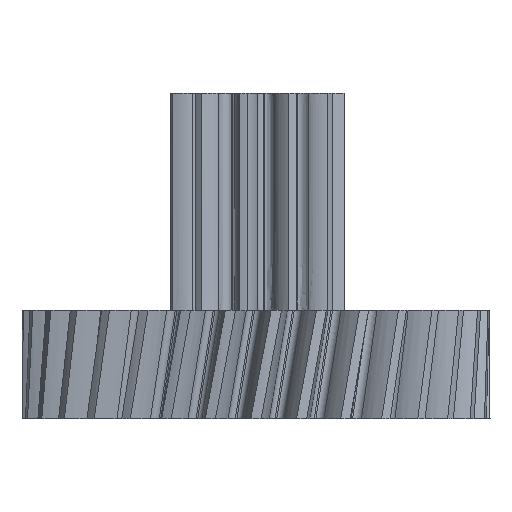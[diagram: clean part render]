
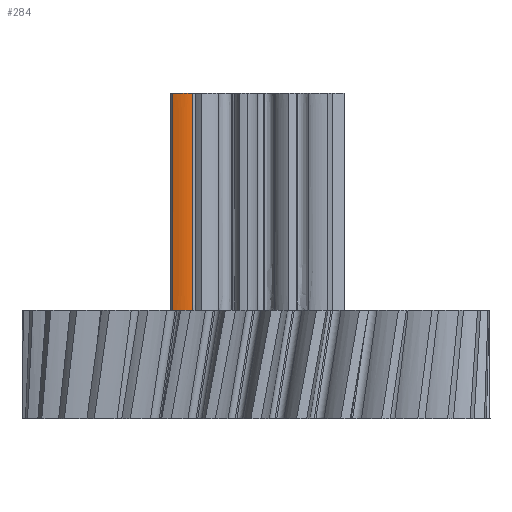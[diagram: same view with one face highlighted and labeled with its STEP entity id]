
A CAD part, front view. The second image highlights one B-rep face of the part: STEP entity #284.
In plain terms, the highlighted face is a extrusion surface.
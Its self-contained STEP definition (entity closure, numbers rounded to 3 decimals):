
#284=ADVANCED_FACE('',(#16786),#16788,.F.);
#16786=FACE_BOUND('',#16787,.T.);
#16787=EDGE_LOOP('',(#18914,#18915,#18916,#18917));
#16788=SURFACE_OF_LINEAR_EXTRUSION('',#16789,#16790);
#16789=B_SPLINE_CURVE_WITH_KNOTS('',3,
(#18918,#18919,#18920,#18921,#18922,#18923,#18924,#18925,#18926,#18927,#18928,#18929,
#18930,#18931,#18932,#18933,#18934,#18935,#18936,#18937,#18938,#18939,#18940,#18941,
#18942,#18943,#18944,#18945,#18946,#18947),
.UNSPECIFIED.,.F.,.F.,
(4,2,2,2,2,2,2,2,2,2,2,2,2,2,4),
(0.,0.064,0.129,0.195,0.263,0.331,
0.401,0.472,0.544,0.617,0.691,
0.767,0.843,0.921,1.),
.UNSPECIFIED.);
#16790=VECTOR('',#16791,16.);
#16791=DIRECTION('',(0.,0.,1.));
#18914=ORIENTED_EDGE('',*,*,#20575,.T.);
#18915=ORIENTED_EDGE('',*,*,#20576,.T.);
#18916=ORIENTED_EDGE('',*,*,#20085,.F.);
#18917=ORIENTED_EDGE('',*,*,#20574,.F.);
#18918=CARTESIAN_POINT('',(-4.687,-2.224,8.));
#18919=CARTESIAN_POINT('',(-4.717,-2.234,8.));
#18920=CARTESIAN_POINT('',(-4.747,-2.243,8.));
#18921=CARTESIAN_POINT('',(-4.809,-2.259,8.));
#18922=CARTESIAN_POINT('',(-4.841,-2.264,8.));
#18923=CARTESIAN_POINT('',(-4.905,-2.275,8.));
#18924=CARTESIAN_POINT('',(-4.938,-2.279,8.));
#18925=CARTESIAN_POINT('',(-5.003,-2.285,8.));
#18926=CARTESIAN_POINT('',(-5.037,-2.287,8.));
#18927=CARTESIAN_POINT('',(-5.104,-2.291,8.));
#18928=CARTESIAN_POINT('',(-5.138,-2.291,8.));
#18929=CARTESIAN_POINT('',(-5.206,-2.291,8.));
#18930=CARTESIAN_POINT('',(-5.241,-2.29,8.));
#18931=CARTESIAN_POINT('',(-5.31,-2.287,8.));
#18932=CARTESIAN_POINT('',(-5.345,-2.285,8.));
#18933=CARTESIAN_POINT('',(-5.415,-2.279,8.));
#18934=CARTESIAN_POINT('',(-5.451,-2.275,8.));
#18935=CARTESIAN_POINT('',(-5.522,-2.266,8.));
#18936=CARTESIAN_POINT('',(-5.558,-2.261,8.));
#18937=CARTESIAN_POINT('',(-5.63,-2.25,8.));
#18938=CARTESIAN_POINT('',(-5.666,-2.243,8.));
#18939=CARTESIAN_POINT('',(-5.739,-2.229,8.));
#18940=CARTESIAN_POINT('',(-5.775,-2.222,8.));
#18941=CARTESIAN_POINT('',(-5.849,-2.205,8.));
#18942=CARTESIAN_POINT('',(-5.885,-2.196,8.));
#18943=CARTESIAN_POINT('',(-5.959,-2.176,8.));
#18944=CARTESIAN_POINT('',(-5.996,-2.166,8.));
#18945=CARTESIAN_POINT('',(-6.07,-2.144,8.));
#18946=CARTESIAN_POINT('',(-6.108,-2.132,8.));
#18947=CARTESIAN_POINT('',(-6.145,-2.12,8.));
#20085=EDGE_CURVE('',#21091,#21093,#21094,.F.);
#20574=EDGE_CURVE('',#21839,#21091,#21841,.T.);
#20575=EDGE_CURVE('',#21839,#21842,#21843,.F.);
#20576=EDGE_CURVE('',#21842,#21093,#21844,.T.);
#21091=VERTEX_POINT('',#27053);
#21093=VERTEX_POINT('',#27058);
#21094=B_SPLINE_CURVE_WITH_KNOTS('',3,
(#27059,#27060,#27061,#27062,#27063,#27064,#27065,#27066,#27067,#27068,#27069,#27070,
#27071,#27072,#27073,#27074,#27075,#27076,#27077,#27078,#27079,#27080,#27081,#27082,
#27083,#27084,#27085,#27086,#27087,#27088),
.UNSPECIFIED.,.F.,.F.,
(4,2,2,2,2,2,2,2,2,2,2,2,2,2,4),
(0.,0.064,0.129,0.195,0.263,0.331,
0.401,0.472,0.544,0.617,0.691,
0.767,0.843,0.921,1.),
.UNSPECIFIED.);
#21839=VERTEX_POINT('',#33894);
#21841=LINE('',#33899,#33900);
#21842=VERTEX_POINT('',#33902);
#21843=B_SPLINE_CURVE_WITH_KNOTS('',3,
(#33903,#33904,#33905,#33906,#33907,#33908,#33909,#33910,#33911,#33912,#33913,#33914,
#33915,#33916,#33917,#33918,#33919,#33920,#33921,#33922,#33923,#33924,#33925,#33926,
#33927,#33928,#33929,#33930,#33931,#33932),
.UNSPECIFIED.,.F.,.F.,
(4,2,2,2,2,2,2,2,2,2,2,2,2,2,4),
(0.,0.064,0.129,0.195,0.263,0.331,
0.401,0.472,0.544,0.617,0.691,
0.767,0.843,0.921,1.),
.UNSPECIFIED.);
#21844=LINE('',#33933,#33934);
#27053=CARTESIAN_POINT('',(-6.145,-2.12,24.));
#27058=CARTESIAN_POINT('',(-4.687,-2.224,24.));
#27059=CARTESIAN_POINT('',(-4.687,-2.224,24.));
#27060=CARTESIAN_POINT('',(-4.717,-2.234,24.));
#27061=CARTESIAN_POINT('',(-4.747,-2.243,24.));
#27062=CARTESIAN_POINT('',(-4.809,-2.259,24.));
#27063=CARTESIAN_POINT('',(-4.841,-2.264,24.));
#27064=CARTESIAN_POINT('',(-4.905,-2.275,24.));
#27065=CARTESIAN_POINT('',(-4.938,-2.279,24.));
#27066=CARTESIAN_POINT('',(-5.003,-2.285,24.));
#27067=CARTESIAN_POINT('',(-5.037,-2.287,24.));
#27068=CARTESIAN_POINT('',(-5.104,-2.291,24.));
#27069=CARTESIAN_POINT('',(-5.138,-2.291,24.));
#27070=CARTESIAN_POINT('',(-5.206,-2.291,24.));
#27071=CARTESIAN_POINT('',(-5.241,-2.29,24.));
#27072=CARTESIAN_POINT('',(-5.31,-2.287,24.));
#27073=CARTESIAN_POINT('',(-5.345,-2.285,24.));
#27074=CARTESIAN_POINT('',(-5.415,-2.279,24.));
#27075=CARTESIAN_POINT('',(-5.451,-2.275,24.));
#27076=CARTESIAN_POINT('',(-5.522,-2.266,24.));
#27077=CARTESIAN_POINT('',(-5.558,-2.261,24.));
#27078=CARTESIAN_POINT('',(-5.63,-2.25,24.));
#27079=CARTESIAN_POINT('',(-5.666,-2.243,24.));
#27080=CARTESIAN_POINT('',(-5.739,-2.229,24.));
#27081=CARTESIAN_POINT('',(-5.775,-2.222,24.));
#27082=CARTESIAN_POINT('',(-5.849,-2.205,24.));
#27083=CARTESIAN_POINT('',(-5.885,-2.196,24.));
#27084=CARTESIAN_POINT('',(-5.959,-2.176,24.));
#27085=CARTESIAN_POINT('',(-5.996,-2.166,24.));
#27086=CARTESIAN_POINT('',(-6.07,-2.144,24.));
#27087=CARTESIAN_POINT('',(-6.108,-2.132,24.));
#27088=CARTESIAN_POINT('',(-6.145,-2.12,24.));
#33894=CARTESIAN_POINT('',(-6.145,-2.12,8.));
#33899=CARTESIAN_POINT('',(-6.145,-2.12,8.));
#33900=VECTOR('',#33901,1.);
#33901=DIRECTION('',(0.,0.,1.));
#33902=CARTESIAN_POINT('',(-4.687,-2.224,8.));
#33903=CARTESIAN_POINT('',(-4.687,-2.224,8.));
#33904=CARTESIAN_POINT('',(-4.717,-2.234,8.));
#33905=CARTESIAN_POINT('',(-4.747,-2.243,8.));
#33906=CARTESIAN_POINT('',(-4.809,-2.259,8.));
#33907=CARTESIAN_POINT('',(-4.841,-2.264,8.));
#33908=CARTESIAN_POINT('',(-4.905,-2.275,8.));
#33909=CARTESIAN_POINT('',(-4.938,-2.279,8.));
#33910=CARTESIAN_POINT('',(-5.003,-2.285,8.));
#33911=CARTESIAN_POINT('',(-5.037,-2.287,8.));
#33912=CARTESIAN_POINT('',(-5.104,-2.291,8.));
#33913=CARTESIAN_POINT('',(-5.138,-2.291,8.));
#33914=CARTESIAN_POINT('',(-5.206,-2.291,8.));
#33915=CARTESIAN_POINT('',(-5.241,-2.29,8.));
#33916=CARTESIAN_POINT('',(-5.31,-2.287,8.));
#33917=CARTESIAN_POINT('',(-5.345,-2.285,8.));
#33918=CARTESIAN_POINT('',(-5.415,-2.279,8.));
#33919=CARTESIAN_POINT('',(-5.451,-2.275,8.));
#33920=CARTESIAN_POINT('',(-5.522,-2.266,8.));
#33921=CARTESIAN_POINT('',(-5.558,-2.261,8.));
#33922=CARTESIAN_POINT('',(-5.63,-2.25,8.));
#33923=CARTESIAN_POINT('',(-5.666,-2.243,8.));
#33924=CARTESIAN_POINT('',(-5.739,-2.229,8.));
#33925=CARTESIAN_POINT('',(-5.775,-2.222,8.));
#33926=CARTESIAN_POINT('',(-5.849,-2.205,8.));
#33927=CARTESIAN_POINT('',(-5.885,-2.196,8.));
#33928=CARTESIAN_POINT('',(-5.959,-2.176,8.));
#33929=CARTESIAN_POINT('',(-5.996,-2.166,8.));
#33930=CARTESIAN_POINT('',(-6.07,-2.144,8.));
#33931=CARTESIAN_POINT('',(-6.108,-2.132,8.));
#33932=CARTESIAN_POINT('',(-6.145,-2.12,8.));
#33933=CARTESIAN_POINT('',(-4.687,-2.224,8.));
#33934=VECTOR('',#33935,1.);
#33935=DIRECTION('',(0.,0.,1.));
